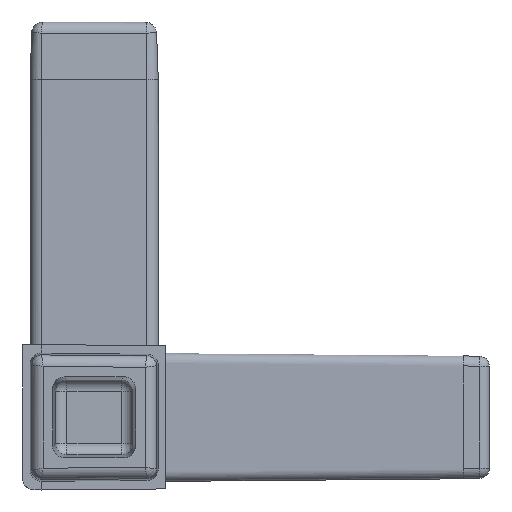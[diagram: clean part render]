
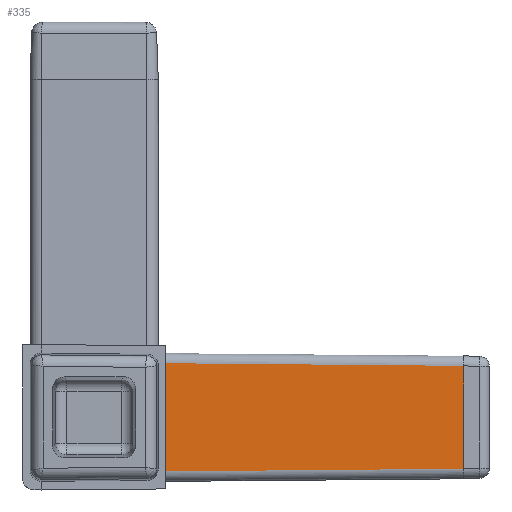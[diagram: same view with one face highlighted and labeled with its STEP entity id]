
A CAD part, left-side view. The second image highlights one B-rep face of the part: STEP entity #335.
In plain terms, the highlighted planar face has unit normal (-1, -0.009, 0).
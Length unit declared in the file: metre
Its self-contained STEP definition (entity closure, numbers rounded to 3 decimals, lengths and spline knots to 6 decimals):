
#335=ADVANCED_FACE('',(#778),#779,.T.);
#778=FACE_OUTER_BOUND('',#2399,.T.);
#779=PLANE('',#2400);
#2399=EDGE_LOOP('',(#5373,#5374,#5375,#5376));
#2400=AXIS2_PLACEMENT_3D('',#5377,#5378,#5379);
#5373=ORIENTED_EDGE('',*,*,#6595,.T.);
#5374=ORIENTED_EDGE('',*,*,#6596,.T.);
#5375=ORIENTED_EDGE('',*,*,#6597,.F.);
#5376=ORIENTED_EDGE('',*,*,#6332,.T.);
#5377=CARTESIAN_POINT('',(-0.011367,0.0,0.011367));
#5378=DIRECTION('',(-1.,-0.009,0.));
#5379=DIRECTION('',(-0.009,1.,0.0));
#6332=EDGE_CURVE('',#6959,#6960,#6961,.T.);
#6595=EDGE_CURVE('',#6960,#7366,#7367,.T.);
#6596=EDGE_CURVE('',#7366,#7368,#7369,.T.);
#6597=EDGE_CURVE('',#6959,#7368,#7370,.T.);
#6959=VERTEX_POINT('',#7877);
#6960=VERTEX_POINT('',#7878);
#6961=LINE('',#7879,#7880);
#7366=VERTEX_POINT('',#8878);
#7367=LINE('',#8879,#8880);
#7368=VERTEX_POINT('',#8881);
#7369=LINE('',#8882,#8883);
#7370=LINE('',#8884,#8885);
#7877=CARTESIAN_POINT('',(-0.010905,-0.052829,0.009128));
#7878=CARTESIAN_POINT('',(-0.011367,0.0,0.009589));
#7879=CARTESIAN_POINT('',(-0.011367,0.000016,0.009589));
#7880=VECTOR('',#9791,1.0);
#8878=CARTESIAN_POINT('',(-0.011367,0.0,-0.009589));
#8879=CARTESIAN_POINT('',(-0.011367,0.0,0.011367));
#8880=VECTOR('',#10019,1.0);
#8881=CARTESIAN_POINT('',(-0.010905,-0.052829,-0.009128));
#8882=CARTESIAN_POINT('',(-0.011365,-0.000183,-0.009587));
#8883=VECTOR('',#10020,1.0);
#8884=CARTESIAN_POINT('',(-0.010905,-0.052829,0.011101));
#8885=VECTOR('',#10021,1.0);
#9791=DIRECTION('',(-0.009,1.,0.009));
#10019=DIRECTION('',(0.,0.0,-1.0));
#10020=DIRECTION('',(0.009,-1.,0.009));
#10021=DIRECTION('',(0.,0.,-1.0));
